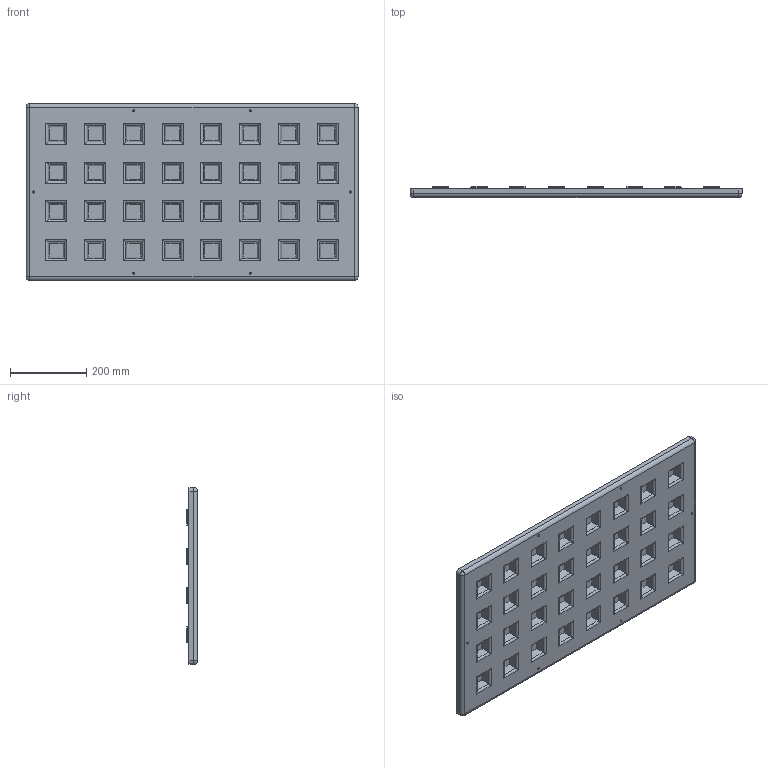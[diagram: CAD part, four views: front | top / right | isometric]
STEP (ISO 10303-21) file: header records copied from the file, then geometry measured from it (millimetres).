
FILE_DESCRIPTION (( 'STEP AP214' ), '1' );
FILE_NAME ('am-4035 Foundation - Top.STEP', '2019-02-06T20:24:06', ( '' ), ( '' ), 'SwSTEP 2.0', 'SolidWorks 2018', '' );
FILE_SCHEMA (( 'AUTOMOTIVE_DESIGN' ));
Length unit declared in the file: inch
Products named in the file (1): am-4035 Foundation - Top
Bounding box: 869.95 x 28.57 x 463.55 mm (x, y, z)
Volume: 1757898.2 mm3; surface area: 1115041.9 mm2
Topology: 1 solids, 1 shells, 1263 faces, 2932 edges, 1600 vertices
Faces by surface type: cylinder 540, plane 331, bspline 256, sphere 136
Entity records: 37230 total; most frequent: CARTESIAN_POINT 11932, ORIENTED_EDGE 5592, DIRECTION 4996, EDGE_CURVE 2796, AXIS2_PLACEMENT_3D 1832, VERTEX_POINT 1600, EDGE_LOOP 1340, LINE 1332
